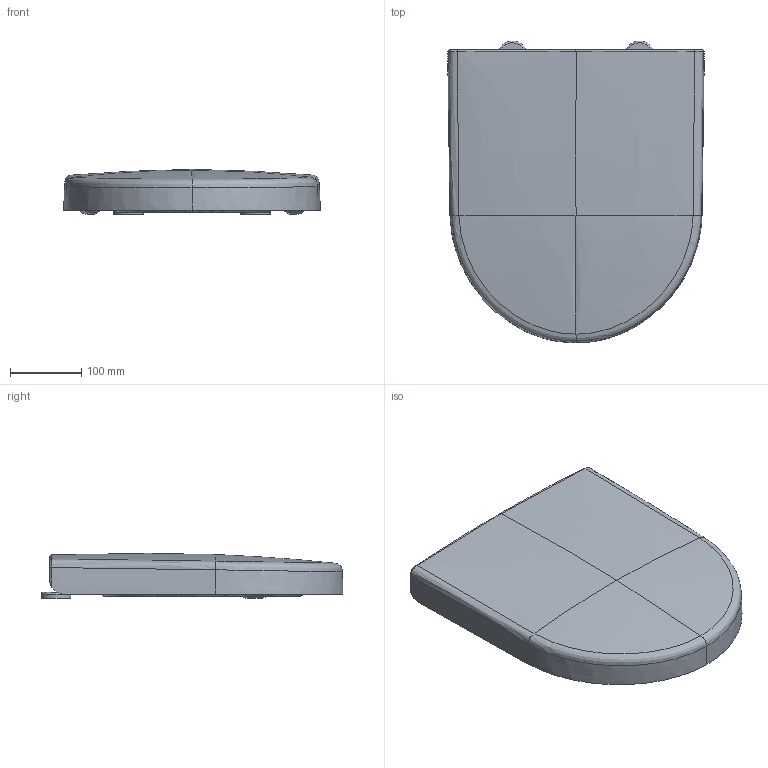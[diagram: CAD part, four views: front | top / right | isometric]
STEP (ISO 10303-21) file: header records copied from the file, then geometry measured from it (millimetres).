
FILE_DESCRIPTION(/* description */ (''),/* implementation_level */ '2;1');
FILE_NAME(/* name */ '8M48S1_9M66Q1_9M66S1_9M66S2_WCS.stp',/* time_stamp */ '2021-10-22T14:40:46+02:00',/* author */ (''),/* organization */ (''),/* preprocessor_version */ 'ST-DEVELOPER v18.1',/* originating_system */ 'SIEMENS PLM Software NX 1973',/* authorisation */ '');
FILE_SCHEMA (('AUTOMOTIVE_DESIGN { 1 0 10303 214 3 1 1 1 }'));
Products named in the file (1): Muel5EAC1F49d65n
Bounding box: 360.85 x 425.1 x 63.59 mm (x, y, z)
Volume: 1587485.6 mm3; surface area: 588093.9 mm2
Topology: 10 solids, 10 shells, 602 faces, 1467 edges, 867 vertices
Faces by surface type: bspline 363, cylinder 107, plane 64, torus 32, cone 18, sphere 11, extrusion 4, revolution 3
Full cylindrical faces by diameter (mm): 8 x4, 8.2 x2, 27.528 x2, 38 x2, 40.4 x2, 42 x2
Entity records: 88919 total; most frequent: CARTESIAN_POINT 77933, ORIENTED_EDGE 2798, EDGE_CURVE 1399, DIRECTION 1368, VERTEX_POINT 848, B_SPLINE_CURVE_WITH_KNOTS 731, EDGE_LOOP 643, ADVANCED_FACE 602
